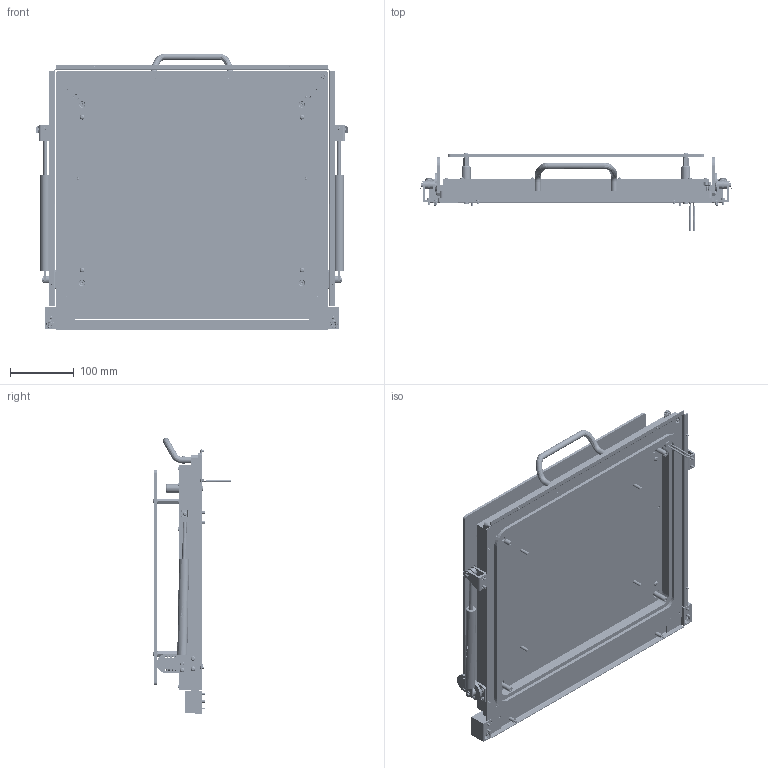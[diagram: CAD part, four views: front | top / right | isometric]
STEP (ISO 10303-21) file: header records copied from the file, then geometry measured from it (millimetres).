
FILE_DESCRIPTION (( 'STEP AP214' ), '1' );
FILE_NAME ('34597~0.STEP', '2020-12-16T10:09:10', ( '' ), ( '' ), 'SwSTEP 2.0', 'SolidWorks 2018', '' );
FILE_SCHEMA (( 'AUTOMOTIVE_DESIGN' ));
Length unit declared in the file: millimetre
Products named in the file (59): 3286~0; 41666~1; 16834~0; 25223~0; 25531~1_Hub = 16,0 AH <S>; DIN923~n_M04x12-A2; 2806~1; 1589~0; DIN988~n_05x10x0,1; DIN912~n_M04,0x025; ASR~-a-s-r_拱06,2x04x拌12; 35625~2_S; 46763~1; 2348_4~0; 2229~6; 2348_2~0; 14282_2040-2~0; 43062~0_S; DIN912~n_M04,0x012; 4822~0; SKB-II~-s-k-i-i_M4,0x35 Ku; DIN7991~n_M05,0x016; ISO7380~n_M04,0x020; 16058~0; 2348_1~0; 2528~0_gedr…kt<Standard>; DIN6325~n_04,0m6x012; DIN6325~n_05,0m6x036; DIN912~n_M04,0x020; 25226~3; 2501~0_flexibel<Standard>; DIN912~n_M04,0x008; ISO7380~n_M03,0x016; 2501_2~0; 42774~1_S; 12681~3; 34653~3; ISO7380~n_M04,0x012; ASR~-a-s-r_拱03,4x10x拌6; 35628~0_S ...
Assembly tree (166 placements, depth 4):
  34597~0
    34595~2
      35625~2_S
      34653~3
      34596~3
      25234~0
      46763~1
      25223~0  x2
      25224~1
      25225~1
      25226~3  x2
      41666~1
      2806~1
      3286~0  x2
      8577~1
      DIN923~n_M04x12-A2  x4
      14282_2040-EC~0
      14282_2040-2~0
      SKB-II~-s-k-i-i_M4,0x35 Ku  x4
      16058~0  x2
      16834~0  x36
      2196~6  x4
      35628~0_S
      43062~0_S  x2
        42774~1_S
        17053~2
        2833~0_d 5
        ISO7380~n_M04,0x008
      ASR~-a-s-r_拱03,4x10x拌6  x2
      4822~0
      1589~0
      2528~0_gedr…kt<Standard>
      DIN912~n_M04,0x020
      ISO7380~n_M03,0x016  x2
      ISO7380~n_M03,0x005  x6
      ISO7380~n_M04,0x008  x4
      DIN988~n_05x10x0,1  x2
      ISO7380~n_M03,0x006  x16
      DIN912~n_M04,0x012  x4
      DIN6325~n_05,0m6x036  x2
      DIN6325~n_04,0m6x012  x2
      ISO7380~n_M04,0x012  x4
      ISO7380~n_M04,0x020  x4
      DIN7991~n_M05,0x016  x2
    2501~0_flexibel<Standard>  x2
      2501_1~0
      2501_2~0
    2348~0  x2
      2348_3~0
      2348_4~0
      2348_2~0
      2348_1~0
    ASR~-a-s-r_拱06,2x04x拌12  x4
    25531~1_Hub = 16,0 AH <S>
      KS-113-Master~-k-s_KS-113 23  x2
      GKS-114-0011~-g-k-s_Hub = 16,0 AH<S>  x2
    DIN912~n_M04,0x008  x4
    DIN912~n_M04,0x025  x4
    2229~6  x4
    12681~3  x4
Bounding box: 488.7 x 122.5 x 434 mm (x, y, z)
Volume: 3704243.1 mm3; surface area: 1217652.6 mm2
Topology: 173 solids, 173 shells, 4227 faces, 10412 edges, 6714 vertices
Faces by surface type: cylinder 2072, plane 1335, cone 414, bspline 266, torus 124, sphere 16
Entity records: 78670 total; most frequent: CARTESIAN_POINT 27037, DIRECTION 10419, ORIENTED_EDGE 9594, EDGE_CURVE 4797, AXIS2_PLACEMENT_3D 4040, VERTEX_POINT 3112, LINE 2339, VECTOR 2339
